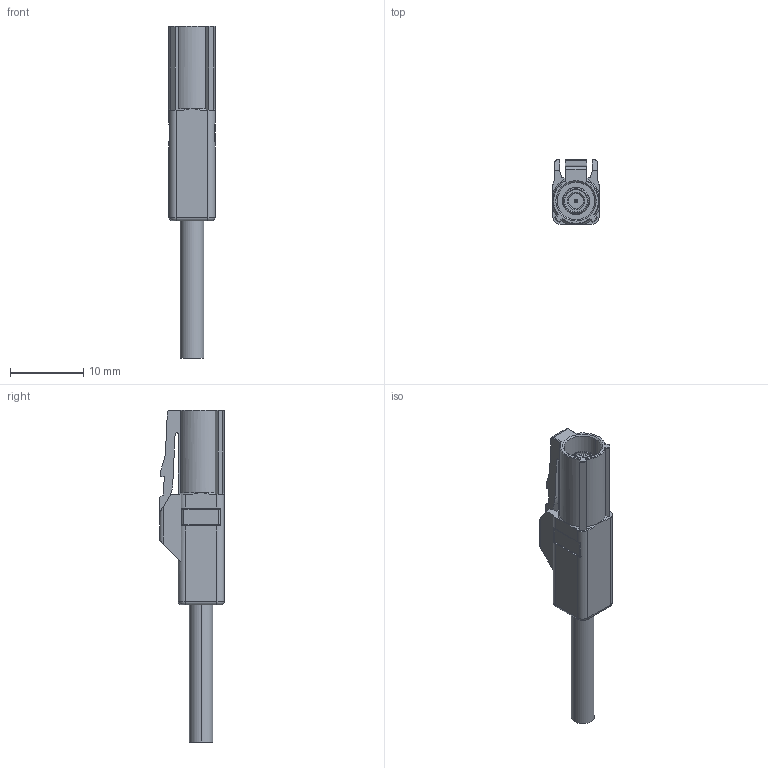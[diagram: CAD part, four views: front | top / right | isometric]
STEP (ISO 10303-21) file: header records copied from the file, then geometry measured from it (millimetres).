
FILE_DESCRIPTION (( 'STEP AP214' ), '1' );
FILE_NAME ('HPC1152-01XXX1 Key1（自動機ボディ）.STEP', '2021-09-22T06:31:24', ( '' ), ( '' ), 'SwSTEP 2.0', 'SolidWorks 2020', '' );
FILE_SCHEMA (( 'AUTOMOTIVE_DESIGN' ));
Length unit declared in the file: millimetre
Products named in the file (8): HPC1142-140010_キャリアカット後; HPC1152-060110_KEY1; HPC1142-050010-2_フクリン有; HPC1142-030010; HPC1152-01XXX1 Key1（自動機ボディ）; HPC1142-100010; HPC1142 cable-2; HPC1142-120011
Assembly tree (7 placements, depth 2):
  HPC1152-01XXX1 Key1（自動機ボディ）
    HPC1142-120011
    HPC1142-140010_キャリアカット後
    HPC1142-030010
    HPC1142 cable-2
    HPC1142-050010-2_フクリン有
    HPC1152-060110_KEY1
    HPC1142-100010
Bounding box: 6.3 x 8.8 x 45.3 mm (x, y, z)
Volume: 981.2 mm3; surface area: 3494.7 mm2
Topology: 10 solids, 10 shells, 881 faces, 2331 edges, 1504 vertices
Faces by surface type: plane 426, cylinder 273, cone 82, bspline 78, torus 14, sphere 8
Entity records: 32726 total; most frequent: CARTESIAN_POINT 10604, ORIENTED_EDGE 4662, DIRECTION 4292, EDGE_CURVE 2331, VERTEX_POINT 1504, AXIS2_PLACEMENT_3D 1465, VECTOR 1362, LINE 1362
